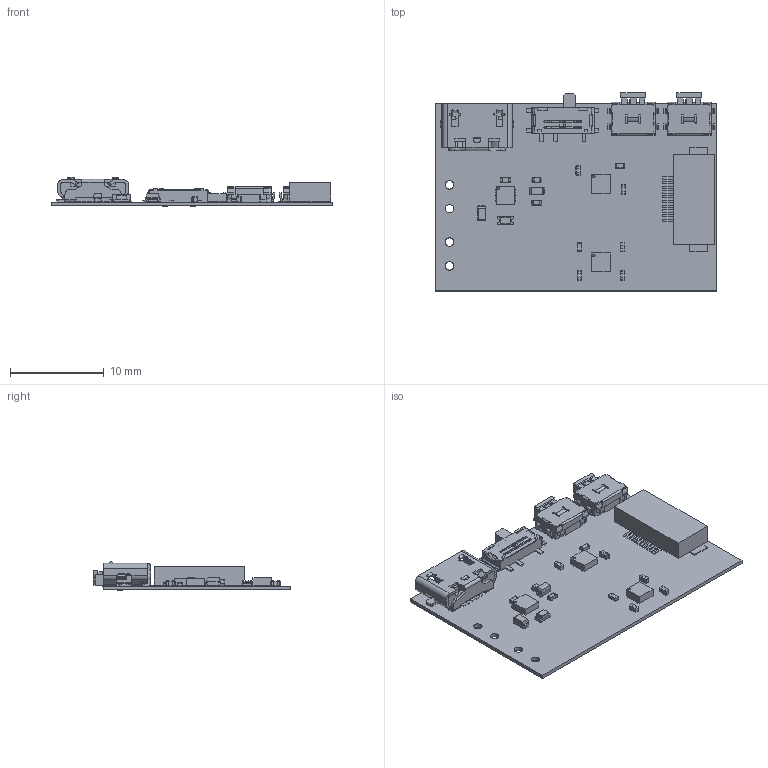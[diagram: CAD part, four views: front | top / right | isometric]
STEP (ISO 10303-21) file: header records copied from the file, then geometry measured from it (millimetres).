
FILE_DESCRIPTION(('Open CASCADE Model'),'2;1');
FILE_NAME('Open CASCADE Shape Model','2022-01-27T23:03:27',('Author'),( 'Open CASCADE'),'Open CASCADE STEP processor 6.8','Open CASCADE 6.8' ,'Unknown');
FILE_SCHEMA(('AUTOMOTIVE_DESIGN { 1 0 10303 214 1 1 1 1 }'));
Length unit declared in the file: millimetre
Products named in the file (96): PCB; Board; Open CASCADE STEP translator 6.8 3.1.1; Button2; 71071080; Open CASCADE STEP translator 6.8 3.2.1.1; Open CASCADE STEP translator 6.8 3.2.1.2; Open CASCADE STEP translator 6.8 3.2.1.3; Open CASCADE STEP translator 6.8 3.2.1.4; Open CASCADE STEP translator 6.8 3.2.1.5; Open CASCADE STEP translator 6.8 3.2.1.6; Open CASCADE STEP translator 6.8 3.2.1.7; Button1; Power_Switch; 6088064544; R4; 6088048864; solidBody; solidTop; solidTerminal1; solidTerminal2; solidTerminal3; R3; 6081515568; R2; 6000672288; R1; LED1; 6088060464; Micro_USB; 6088058944; Open CASCADE STEP translator 6.8 3.10.1.1; Open CASCADE STEP translator 6.8 3.10.1.2; J1; 5768783456; Body; Pins; 3.3V_LDO; 6088054224; ThermalPin ...
Assembly tree (100 placements, depth 4):
  PCB
    Board
      Open CASCADE STEP translator 6.8 3.1.1
    Button2
      71071080
        Open CASCADE STEP translator 6.8 3.2.1.1
        Open CASCADE STEP translator 6.8 3.2.1.2
        Open CASCADE STEP translator 6.8 3.2.1.3
        Open CASCADE STEP translator 6.8 3.2.1.4
        Open CASCADE STEP translator 6.8 3.2.1.5
        Open CASCADE STEP translator 6.8 3.2.1.6
        Open CASCADE STEP translator 6.8 3.2.1.7
    Button1
      71071080
        Open CASCADE STEP translator 6.8 3.2.1.1
        Open CASCADE STEP translator 6.8 3.2.1.2
        Open CASCADE STEP translator 6.8 3.2.1.3
        Open CASCADE STEP translator 6.8 3.2.1.4
        Open CASCADE STEP translator 6.8 3.2.1.5
        Open CASCADE STEP translator 6.8 3.2.1.6
        Open CASCADE STEP translator 6.8 3.2.1.7
    Power_Switch
      6088064544
      6088064544
      6088064544
      6088064544
      6088064544
      6088064544
      6088064544
    R4
      6088048864
        solidBody
        solidTop
        solidTerminal1
        solidTerminal2
        solidTerminal3
    R3
      6081515568
        solidBody
        solidTop
        solidTerminal1
        solidTerminal2
        solidTerminal3
    R2
      6000672288
        solidBody
        solidTop
        solidTerminal1
        solidTerminal2
        solidTerminal3
    R1
      6000672288
        solidBody
        solidTop
        solidTerminal1
        solidTerminal2
        solidTerminal3
    LED1
      6088060464
    Micro_USB
Bounding box: 30 x 21.08 x 3.15 mm (x, y, z)
Volume: 451 mm3; surface area: 2253.2 mm2
Topology: 118 solids, 118 shells, 2127 faces, 5433 edges, 3543 vertices
Faces by surface type: plane 1584, cylinder 473, sphere 48, bspline 12, torus 8, cone 2
Full cylindrical faces by diameter (mm): 0.25 x3, 0.5 x2, 0.7 x4, 0.8 x2, 0.9 x4, 1.2 x2
Entity records: 53301 total; most frequent: CARTESIAN_POINT 8914, ORIENTED_EDGE 8090, DIRECTION 8061, EDGE_CURVE 4045, LINE 3389, VECTOR 3389, VERTEX_POINT 2629, AXIS2_PLACEMENT_3D 2336
